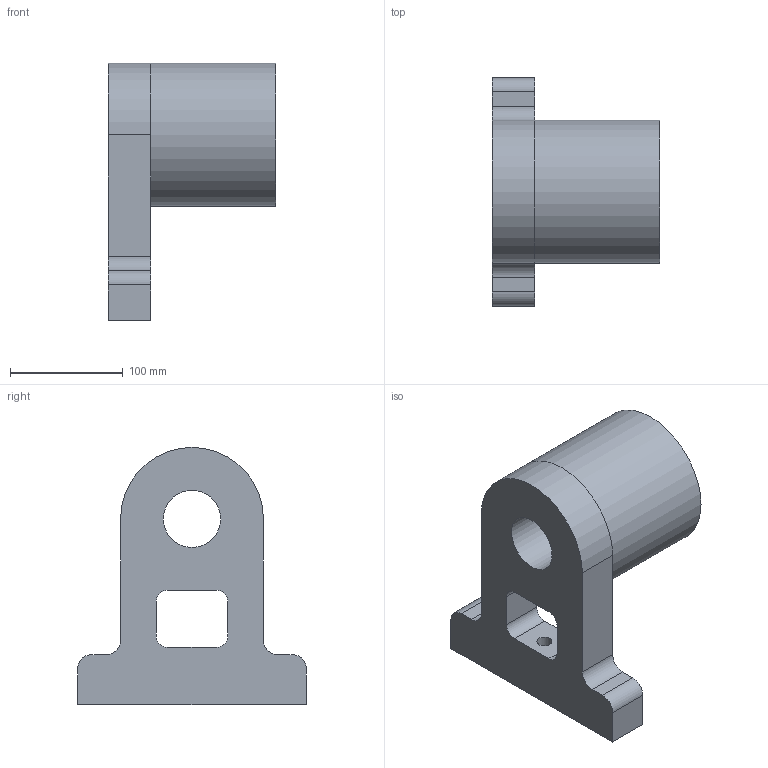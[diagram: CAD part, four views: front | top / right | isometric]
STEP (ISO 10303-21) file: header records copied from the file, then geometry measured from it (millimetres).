
FILE_DESCRIPTION(/* description */ (''),/* implementation_level */ '2;1');
FILE_NAME(/* name */ 'TS1200.step',/* time_stamp */ '2024-04-01T11:49:18-04:00',/* author */ (''),/* organization */ (''),/* preprocessor_version */ 'ST-DEVELOPER v20',/* originating_system */ 'Autodesk Translation Framework v12.20.1.177',/* authorisation */ '');
FILE_SCHEMA (('AUTOMOTIVE_DESIGN { 1 0 10303 214 3 1 1 }'));
Length unit declared in the file: inch
Products named in the file (4): 1200 Brake Assembly; Bushing v1; HUB v2; BODY_4
Assembly tree (3 placements, depth 2):
  1200 Brake Assembly
    Bushing v1
    HUB v2
    BODY_4
Bounding box: 149.22 x 203.2 x 228.6 mm (x, y, z)
Volume: 2180415.9 mm3; surface area: 234202.4 mm2
Topology: 3 solids, 3 shells, 81 faces, 181 edges, 115 vertices
Faces by surface type: cylinder 35, plane 26, cone 17, torus 3
Full cylindrical faces by diameter (mm): 5.118 x5, 6.528 x6, 11.112 x6, 13.462 x1, 50.8 x2, 50.851 x1, 60.021 x1, 66.675 x1, 92.075 x1, 95.25 x1, 127 x1
Entity records: 2480 total; most frequent: DIRECTION 443, CARTESIAN_POINT 379, ORIENTED_EDGE 352, AXIS2_PLACEMENT_3D 179, EDGE_CURVE 176, EDGE_LOOP 117, VERTEX_POINT 115, CIRCLE 91
